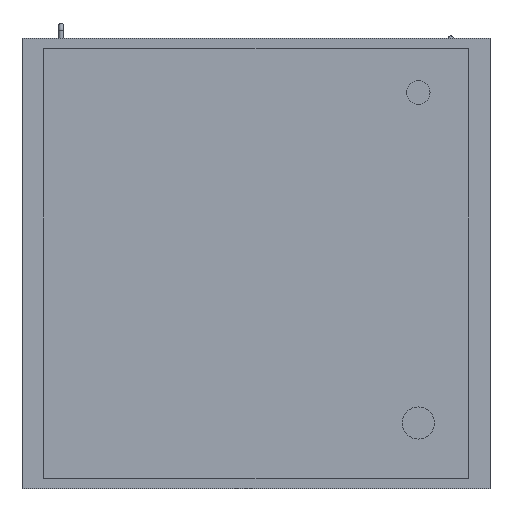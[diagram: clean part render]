
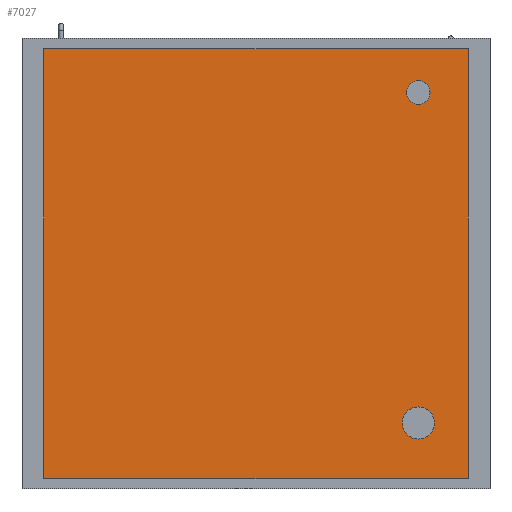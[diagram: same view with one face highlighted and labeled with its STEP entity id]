
A CAD part, front view. The second image highlights one B-rep face of the part: STEP entity #7027.
In plain terms, the highlighted planar face has unit normal (0, -1, 0).
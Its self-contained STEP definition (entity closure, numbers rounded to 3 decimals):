
#108=FACE_BOUND('',#923,.T.);
#109=FACE_BOUND('',#924,.T.);
#129=PLANE('',#7530);
#489=FACE_OUTER_BOUND('',#922,.T.);
#922=EDGE_LOOP('',(#4969,#4970,#4971,#4972));
#923=EDGE_LOOP('',(#4973));
#924=EDGE_LOOP('',(#4974));
#1363=LINE('',#10171,#2225);
#1367=LINE('',#10179,#2229);
#1370=LINE('',#10185,#2232);
#1373=LINE('',#10190,#2235);
#2225=VECTOR('',#8140,10.);
#2229=VECTOR('',#8146,10.);
#2232=VECTOR('',#8151,10.);
#2235=VECTOR('',#8156,10.);
#3074=CIRCLE('',#7514,20.);
#3076=CIRCLE('',#7518,27.5);
#3226=VERTEX_POINT('',#10132);
#3228=VERTEX_POINT('',#10139);
#3237=VERTEX_POINT('',#10169);
#3238=VERTEX_POINT('',#10170);
#3241=VERTEX_POINT('',#10178);
#3243=VERTEX_POINT('',#10184);
#3903=EDGE_CURVE('',#3226,#3226,#3074,.T.);
#3906=EDGE_CURVE('',#3228,#3228,#3076,.T.);
#3919=EDGE_CURVE('',#3237,#3238,#1363,.T.);
#3923=EDGE_CURVE('',#3241,#3237,#1367,.T.);
#3926=EDGE_CURVE('',#3243,#3241,#1370,.T.);
#3929=EDGE_CURVE('',#3238,#3243,#1373,.T.);
#4969=ORIENTED_EDGE('',*,*,#3929,.F.);
#4970=ORIENTED_EDGE('',*,*,#3919,.F.);
#4971=ORIENTED_EDGE('',*,*,#3923,.F.);
#4972=ORIENTED_EDGE('',*,*,#3926,.F.);
#4973=ORIENTED_EDGE('',*,*,#3903,.T.);
#4974=ORIENTED_EDGE('',*,*,#3906,.T.);
#7027=ADVANCED_FACE('',(#489,#108,#109),#129,.F.);
#7514=AXIS2_PLACEMENT_3D('',#10134,#8103,#8104);
#7518=AXIS2_PLACEMENT_3D('',#10141,#8112,#8113);
#7530=AXIS2_PLACEMENT_3D('',#10193,#8160,#8161);
#8103=DIRECTION('center_axis',(0.,1.,0.));
#8104=DIRECTION('ref_axis',(1.,0.,0.));
#8112=DIRECTION('center_axis',(0.,1.,0.));
#8113=DIRECTION('ref_axis',(1.,0.,0.));
#8140=DIRECTION('',(0.,0.,1.));
#8146=DIRECTION('',(-1.,0.,0.));
#8151=DIRECTION('',(0.,0.,-1.));
#8156=DIRECTION('',(1.,0.,0.));
#8160=DIRECTION('center_axis',(0.,1.,0.));
#8161=DIRECTION('ref_axis',(0.,0.,1.));
#10132=CARTESIAN_POINT('',(257.5,0.,292.5));
#10134=CARTESIAN_POINT('Origin',(277.5,0.,292.5));
#10139=CARTESIAN_POINT('',(250.,0.,-272.5));
#10141=CARTESIAN_POINT('Origin',(277.5,0.,-272.5));
#10169=CARTESIAN_POINT('',(-362.5,0.,-367.5));
#10170=CARTESIAN_POINT('',(-362.5,0.,367.5));
#10171=CARTESIAN_POINT('',(-362.5,0.,-367.5));
#10178=CARTESIAN_POINT('',(362.5,0.,-367.5));
#10179=CARTESIAN_POINT('',(362.5,0.,-367.5));
#10184=CARTESIAN_POINT('',(362.5,0.,367.5));
#10185=CARTESIAN_POINT('',(362.5,0.,367.5));
#10190=CARTESIAN_POINT('',(-362.5,0.,367.5));
#10193=CARTESIAN_POINT('Origin',(0.,0.,0.));
